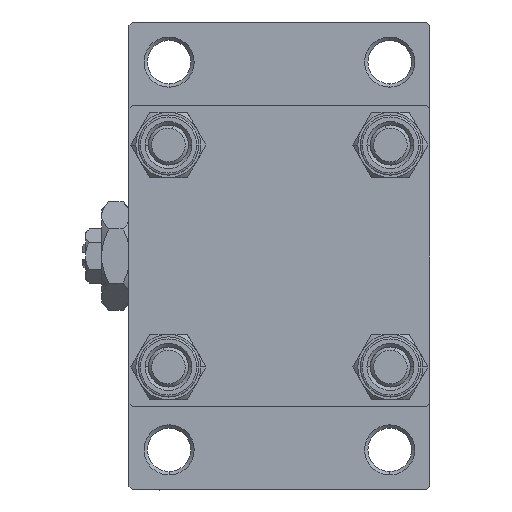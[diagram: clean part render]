
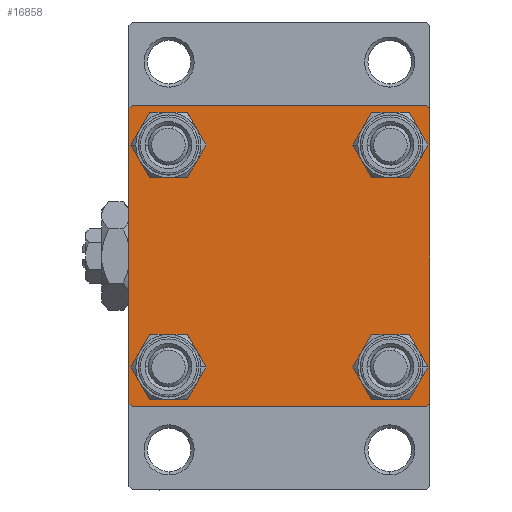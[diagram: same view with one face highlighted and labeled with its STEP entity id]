
A CAD part, left-side view. The second image highlights one B-rep face of the part: STEP entity #16858.
In plain terms, the highlighted planar face has unit normal (-1, 0, 0).
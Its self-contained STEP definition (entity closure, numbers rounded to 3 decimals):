
#33 = DIRECTION ( 'NONE',  ( 1., 0., 0. ) ) ;
#499 = FACE_BOUND ( 'NONE', #26575, .T. ) ;
#601 = CARTESIAN_POINT ( 'NONE',  ( 0., -16.6, -16.6 ) ) ;
#625 = CARTESIAN_POINT ( 'NONE',  ( 0., 16.6, 20.1 ) ) ;
#632 = CIRCLE ( 'NONE', #30008, 3.5 ) ;
#1045 = ORIENTED_EDGE ( 'NONE', *, *, #15750, .T. ) ;
#1286 = LINE ( 'NONE', #12622, #21784 ) ;
#1842 = AXIS2_PLACEMENT_3D ( 'NONE', #13090, #32034, #28354 ) ;
#2707 = CIRCLE ( 'NONE', #1842, 3.5 ) ;
#2743 = EDGE_LOOP ( 'NONE', ( #1045, #19878, #14750, #11063, #25802, #10530, #42648, #10565 ) ) ;
#2856 = LINE ( 'NONE', #6532, #8281 ) ;
#3279 = VERTEX_POINT ( 'NONE', #51477 ) ;
#3671 = CARTESIAN_POINT ( 'NONE',  ( 0., 0., 0. ) ) ;
#4026 = DIRECTION ( 'NONE',  ( 0., 0., 1. ) ) ;
#4471 = CARTESIAN_POINT ( 'NONE',  ( 0., 22.5, -22. ) ) ;
#4670 = CARTESIAN_POINT ( 'NONE',  ( 0., -22., 22.5 ) ) ;
#4973 = DIRECTION ( 'NONE',  ( 1., 0., 0. ) ) ;
#6051 = CARTESIAN_POINT ( 'NONE',  ( 0., 22.5, -22.5 ) ) ;
#6069 = CARTESIAN_POINT ( 'NONE',  ( 0., 16.6, -16.6 ) ) ;
#6532 = CARTESIAN_POINT ( 'NONE',  ( 0., 22.5, 22.5 ) ) ;
#6593 = VERTEX_POINT ( 'NONE', #47525 ) ;
#6686 = CARTESIAN_POINT ( 'NONE',  ( 0., -16.6, -13.1 ) ) ;
#6938 = VERTEX_POINT ( 'NONE', #27487 ) ;
#7284 = LINE ( 'NONE', #6051, #13220 ) ;
#7422 = EDGE_CURVE ( 'NONE', #18077, #44917, #632, .T. ) ;
#7629 = EDGE_LOOP ( 'NONE', ( #30374, #25651 ) ) ;
#7861 = CIRCLE ( 'NONE', #22968, 3.5 ) ;
#7924 = CARTESIAN_POINT ( 'NONE',  ( 0., 16.6, -16.6 ) ) ;
#8281 = VECTOR ( 'NONE', #13650, 1000. ) ;
#8370 = EDGE_CURVE ( 'NONE', #38320, #14788, #39245, .T. ) ;
#8454 = LINE ( 'NONE', #40277, #17128 ) ;
#8676 = CARTESIAN_POINT ( 'NONE',  ( 0., 22., 22.5 ) ) ;
#8795 = AXIS2_PLACEMENT_3D ( 'NONE', #17538, #45677, #46457 ) ;
#8923 = EDGE_CURVE ( 'NONE', #33407, #14788, #2856, .T. ) ;
#9127 = LINE ( 'NONE', #29876, #24420 ) ;
#9246 = VECTOR ( 'NONE', #16055, 1000. ) ;
#10384 = CARTESIAN_POINT ( 'NONE',  ( 0., -16.6, -20.1 ) ) ;
#10530 = ORIENTED_EDGE ( 'NONE', *, *, #8370, .T. ) ;
#10565 = ORIENTED_EDGE ( 'NONE', *, *, #27912, .T. ) ;
#11063 = ORIENTED_EDGE ( 'NONE', *, *, #37105, .T. ) ;
#11348 = EDGE_CURVE ( 'NONE', #12079, #43226, #20850, .T. ) ;
#12079 = VERTEX_POINT ( 'NONE', #10384 ) ;
#12095 = DIRECTION ( 'NONE',  ( 0., 0., 1. ) ) ;
#12460 = AXIS2_PLACEMENT_3D ( 'NONE', #601, #32680, #4026 ) ;
#12622 = CARTESIAN_POINT ( 'NONE',  ( 0., -22.5, 22.5 ) ) ;
#12913 = DIRECTION ( 'NONE',  ( 0., 0., 1. ) ) ;
#12963 = CIRCLE ( 'NONE', #8795, 3.5 ) ;
#13090 = CARTESIAN_POINT ( 'NONE',  ( 0., -16.6, -16.6 ) ) ;
#13149 = CARTESIAN_POINT ( 'NONE',  ( 0., 16.6, 16.6 ) ) ;
#13220 = VECTOR ( 'NONE', #50221, 1000. ) ;
#13375 = VERTEX_POINT ( 'NONE', #4471 ) ;
#13480 = EDGE_CURVE ( 'NONE', #43496, #41224, #33526, .T. ) ;
#13511 = EDGE_CURVE ( 'NONE', #38320, #6593, #1286, .T. ) ;
#13650 = DIRECTION ( 'NONE',  ( 0., -1., 0. ) ) ;
#14143 = VERTEX_POINT ( 'NONE', #16939 ) ;
#14750 = ORIENTED_EDGE ( 'NONE', *, *, #32109, .T. ) ;
#14788 = VERTEX_POINT ( 'NONE', #4670 ) ;
#15750 = EDGE_CURVE ( 'NONE', #33525, #13375, #17278, .T. ) ;
#16055 = DIRECTION ( 'NONE',  ( 0., 0., -1. ) ) ;
#16305 = CARTESIAN_POINT ( 'NONE',  ( 0., 22., -22.5 ) ) ;
#16858 = ADVANCED_FACE ( 'NONE', ( #31534, #499, #35476, #27866, #24432 ), #28378, .T. ) ;
#16939 = CARTESIAN_POINT ( 'NONE',  ( 0., -16.6, 13.1 ) ) ;
#17128 = VECTOR ( 'NONE', #23984, 1000. ) ;
#17179 = EDGE_LOOP ( 'NONE', ( #36061, #18933 ) ) ;
#17278 = LINE ( 'NONE', #21482, #9246 ) ;
#17337 = DIRECTION ( 'NONE',  ( 0., 0., 1. ) ) ;
#17538 = CARTESIAN_POINT ( 'NONE',  ( 0., -16.6, 16.6 ) ) ;
#18077 = VERTEX_POINT ( 'NONE', #40672 ) ;
#18801 = AXIS2_PLACEMENT_3D ( 'NONE', #13149, #21805, #17337 ) ;
#18933 = ORIENTED_EDGE ( 'NONE', *, *, #50706, .T. ) ;
#19878 = ORIENTED_EDGE ( 'NONE', *, *, #39121, .T. ) ;
#20126 = AXIS2_PLACEMENT_3D ( 'NONE', #7924, #33, #12913 ) ;
#20714 = CARTESIAN_POINT ( 'NONE',  ( 0., 16.6, 13.1 ) ) ;
#20850 = CIRCLE ( 'NONE', #12460, 3.5 ) ;
#21006 = DIRECTION ( 'NONE',  ( 0., 0., 1. ) ) ;
#21474 = CARTESIAN_POINT ( 'NONE',  ( 0., -16.6, 16.6 ) ) ;
#21482 = CARTESIAN_POINT ( 'NONE',  ( 0., 22.5, 22.5 ) ) ;
#21784 = VECTOR ( 'NONE', #24709, 1000. ) ;
#21805 = DIRECTION ( 'NONE',  ( 1., 0., 0. ) ) ;
#22181 = DIRECTION ( 'NONE',  ( 0., 0.707, 0.707 ) ) ;
#22367 = DIRECTION ( 'NONE',  ( 1., 0., 0. ) ) ;
#22938 = EDGE_LOOP ( 'NONE', ( #26041, #36077 ) ) ;
#22968 = AXIS2_PLACEMENT_3D ( 'NONE', #21474, #38282, #37508 ) ;
#23416 = ORIENTED_EDGE ( 'NONE', *, *, #11348, .T. ) ;
#23984 = DIRECTION ( 'NONE',  ( 0., 0.707, -0.707 ) ) ;
#24420 = VECTOR ( 'NONE', #49333, 1000. ) ;
#24432 = FACE_OUTER_BOUND ( 'NONE', #2743, .T. ) ;
#24709 = DIRECTION ( 'NONE',  ( 0., 0., -1. ) ) ;
#25651 = ORIENTED_EDGE ( 'NONE', *, *, #7422, .T. ) ;
#25802 = ORIENTED_EDGE ( 'NONE', *, *, #13511, .F. ) ;
#25959 = AXIS2_PLACEMENT_3D ( 'NONE', #45194, #4973, #21006 ) ;
#26041 = ORIENTED_EDGE ( 'NONE', *, *, #13480, .T. ) ;
#26575 = EDGE_LOOP ( 'NONE', ( #46340, #23416 ) ) ;
#27487 = CARTESIAN_POINT ( 'NONE',  ( 0., -22., -22.5 ) ) ;
#27866 = FACE_BOUND ( 'NONE', #22938, .T. ) ;
#27912 = EDGE_CURVE ( 'NONE', #33407, #33525, #8454, .T. ) ;
#28354 = DIRECTION ( 'NONE',  ( 0., 0., 1. ) ) ;
#28378 = PLANE ( 'NONE',  #39492 ) ;
#29083 = VERTEX_POINT ( 'NONE', #16305 ) ;
#29876 = CARTESIAN_POINT ( 'NONE',  ( 0., 22.25, -22.25 ) ) ;
#30008 = AXIS2_PLACEMENT_3D ( 'NONE', #6069, #22367, #50505 ) ;
#30374 = ORIENTED_EDGE ( 'NONE', *, *, #37042, .T. ) ;
#31534 = FACE_BOUND ( 'NONE', #17179, .T. ) ;
#32034 = DIRECTION ( 'NONE',  ( 1., 0., 0. ) ) ;
#32109 = EDGE_CURVE ( 'NONE', #29083, #6938, #7284, .T. ) ;
#32680 = DIRECTION ( 'NONE',  ( 1., 0., 0. ) ) ;
#33388 = CARTESIAN_POINT ( 'NONE',  ( 0., -22.25, -22.25 ) ) ;
#33407 = VERTEX_POINT ( 'NONE', #8676 ) ;
#33525 = VERTEX_POINT ( 'NONE', #41766 ) ;
#33526 = CIRCLE ( 'NONE', #25959, 3.5 ) ;
#33552 = VECTOR ( 'NONE', #37588, 1000. ) ;
#33643 = LINE ( 'NONE', #33388, #33552 ) ;
#34013 = CARTESIAN_POINT ( 'NONE',  ( 0., 16.6, -13.1 ) ) ;
#35103 = VECTOR ( 'NONE', #22181, 1000. ) ;
#35476 = FACE_BOUND ( 'NONE', #7629, .T. ) ;
#35999 = DIRECTION ( 'NONE',  ( -1., 0., 0. ) ) ;
#36061 = ORIENTED_EDGE ( 'NONE', *, *, #48396, .T. ) ;
#36077 = ORIENTED_EDGE ( 'NONE', *, *, #49252, .T. ) ;
#37042 = EDGE_CURVE ( 'NONE', #44917, #18077, #43630, .T. ) ;
#37105 = EDGE_CURVE ( 'NONE', #6938, #6593, #33643, .T. ) ;
#37508 = DIRECTION ( 'NONE',  ( 0., 0., 1. ) ) ;
#37588 = DIRECTION ( 'NONE',  ( 0., -0.707, 0.707 ) ) ;
#38063 = CARTESIAN_POINT ( 'NONE',  ( 0., -22.5, 22. ) ) ;
#38282 = DIRECTION ( 'NONE',  ( 1., 0., 0. ) ) ;
#38320 = VERTEX_POINT ( 'NONE', #38063 ) ;
#39121 = EDGE_CURVE ( 'NONE', #13375, #29083, #9127, .T. ) ;
#39245 = LINE ( 'NONE', #46099, #35103 ) ;
#39492 = AXIS2_PLACEMENT_3D ( 'NONE', #3671, #35999, #12095 ) ;
#39791 = CIRCLE ( 'NONE', #18801, 3.5 ) ;
#40277 = CARTESIAN_POINT ( 'NONE',  ( 0., 22.25, 22.25 ) ) ;
#40672 = CARTESIAN_POINT ( 'NONE',  ( 0., 16.6, -20.1 ) ) ;
#41224 = VERTEX_POINT ( 'NONE', #20714 ) ;
#41766 = CARTESIAN_POINT ( 'NONE',  ( 0., 22.5, 22. ) ) ;
#42648 = ORIENTED_EDGE ( 'NONE', *, *, #8923, .F. ) ;
#43226 = VERTEX_POINT ( 'NONE', #6686 ) ;
#43496 = VERTEX_POINT ( 'NONE', #625 ) ;
#43630 = CIRCLE ( 'NONE', #20126, 3.5 ) ;
#44917 = VERTEX_POINT ( 'NONE', #34013 ) ;
#45194 = CARTESIAN_POINT ( 'NONE',  ( 0., 16.6, 16.6 ) ) ;
#45505 = EDGE_CURVE ( 'NONE', #43226, #12079, #2707, .T. ) ;
#45677 = DIRECTION ( 'NONE',  ( 1., 0., 0. ) ) ;
#46099 = CARTESIAN_POINT ( 'NONE',  ( 0., -22.25, 22.25 ) ) ;
#46340 = ORIENTED_EDGE ( 'NONE', *, *, #45505, .T. ) ;
#46457 = DIRECTION ( 'NONE',  ( 0., 0., 1. ) ) ;
#47525 = CARTESIAN_POINT ( 'NONE',  ( 0., -22.5, -22. ) ) ;
#48396 = EDGE_CURVE ( 'NONE', #3279, #14143, #7861, .T. ) ;
#49252 = EDGE_CURVE ( 'NONE', #41224, #43496, #39791, .T. ) ;
#49333 = DIRECTION ( 'NONE',  ( 0., -0.707, -0.707 ) ) ;
#50221 = DIRECTION ( 'NONE',  ( 0., -1., 0. ) ) ;
#50505 = DIRECTION ( 'NONE',  ( 0., 0., 1. ) ) ;
#50706 = EDGE_CURVE ( 'NONE', #14143, #3279, #12963, .T. ) ;
#51477 = CARTESIAN_POINT ( 'NONE',  ( 0., -16.6, 20.1 ) ) ;
